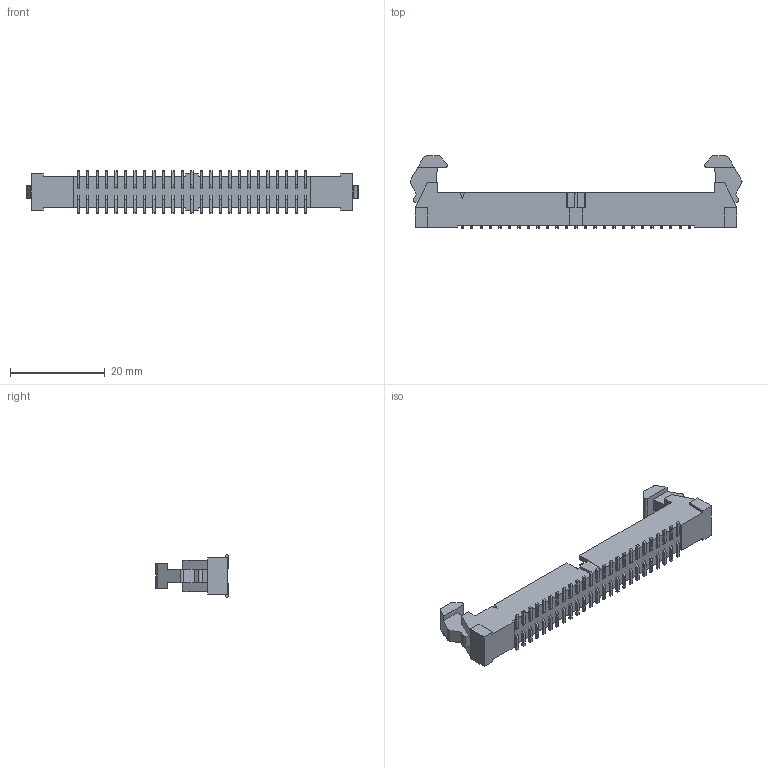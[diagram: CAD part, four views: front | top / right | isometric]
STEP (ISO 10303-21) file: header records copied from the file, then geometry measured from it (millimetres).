
FILE_DESCRIPTION(/* description */ ('STEP AP214'),/* implementation_level */ '2;1');
FILE_NAME(/* name */ 'EHT-125-01-S-D-SM-SR',/* time_stamp */ '2023-08-21T18:46:37+02:00',/* author */ ('License CC BY-ND 4.0'),/* organization */ ('CADENAS'),/* preprocessor_version */ 'ST-DEVELOPER v19.3',/* originating_system */ 'PARTsolutions',/* authorisation */ ' ');
FILE_SCHEMA (('CONFIG_CONTROL_DESIGN','AUTOMOTIVE_DESIGN {1 0 10303 214 3 1 1}'));
Length unit declared in the file: inch
Products named in the file (4): EHT-125-01-S-D-SM-SR; C-95-01-25-D-SM; EHT-First_Position_Indicator; EHT-125-01-D-SR_header
Assembly tree (3 placements, depth 2):
  EHT-125-01-S-D-SM-SR
    C-95-01-25-D-SM
    EHT-First_Position_Indicator
    EHT-125-01-D-SR_header
Bounding box: 70.03 x 15.19 x 8.89 mm (x, y, z)
Volume: 2834.7 mm3; surface area: 4150.4 mm2
Topology: 3 solids, 3 shells, 905 faces, 2681 edges, 1782 vertices
Faces by surface type: plane 795, cylinder 110
Entity records: 29912 total; most frequent: CARTESIAN_POINT 5372, ORIENTED_EDGE 5362, DIRECTION 4719, EDGE_CURVE 2681, LINE 2461, VECTOR 2461, VERTEX_POINT 1782, AXIS2_PLACEMENT_3D 1129
